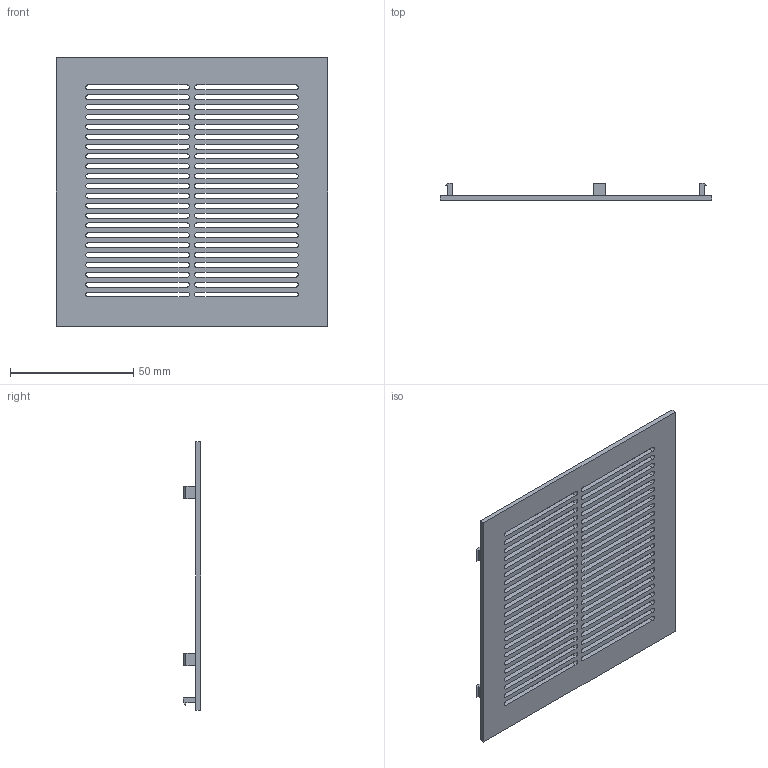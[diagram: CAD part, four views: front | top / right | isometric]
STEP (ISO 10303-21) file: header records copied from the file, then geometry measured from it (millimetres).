
FILE_DESCRIPTION (( 'STEP AP214' ), '1' );
FILE_NAME ('TAPAH2O1.STEP', '2021-06-11T06:29:16', ( '' ), ( '' ), 'SwSTEP 2.0', 'SolidWorks 2019', '' );
FILE_SCHEMA (( 'AUTOMOTIVE_DESIGN' ));
Length unit declared in the file: millimetre
Products named in the file (1): TAPAH2O1
Bounding box: 110.14 x 7 x 108.87 mm (x, y, z)
Volume: 16915.6 mm3; surface area: 25524.7 mm2
Topology: 1 solids, 1 shells, 217 faces, 630 edges, 420 vertices
Faces by surface type: plane 129, cylinder 88
Entity records: 7390 total; most frequent: CARTESIAN_POINT 1268, ORIENTED_EDGE 1260, DIRECTION 1242, EDGE_CURVE 630, LINE 454, VECTOR 454, VERTEX_POINT 420, AXIS2_PLACEMENT_3D 394
